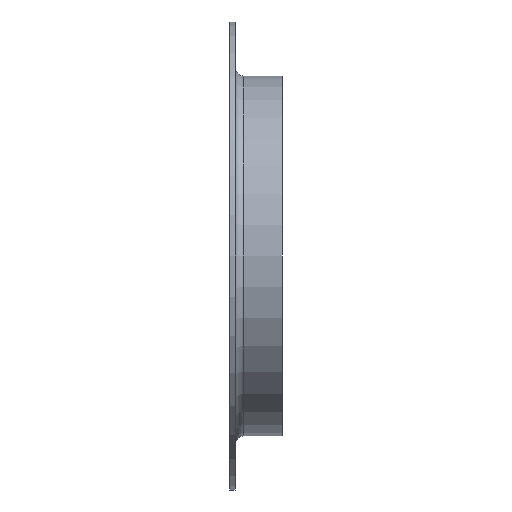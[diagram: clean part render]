
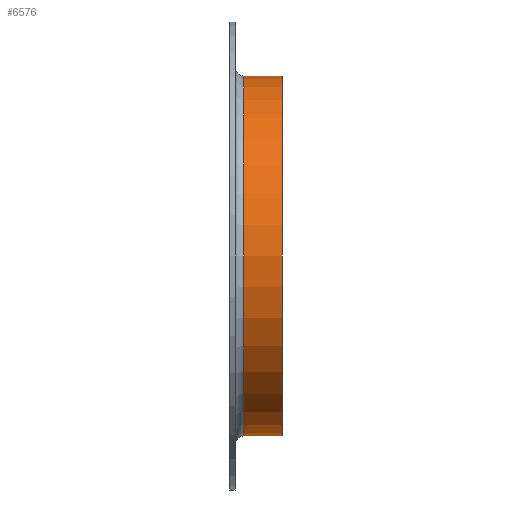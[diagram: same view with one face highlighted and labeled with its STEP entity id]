
A CAD part, front view. The second image highlights one B-rep face of the part: STEP entity #6576.
In plain terms, the highlighted cylindrical face has radius 103 mm (diameter 206 mm), a full revolution.
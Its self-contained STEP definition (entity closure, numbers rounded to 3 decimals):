
#66 = FACE_OUTER_BOUND ( 'NONE', #5763, .T. ) ;
#138 = CIRCLE ( 'NONE', #8652, 103. ) ;
#3320 = EDGE_CURVE ( 'NONE', #6667, #6667, #138, .T. ) ;
#3568 = DIRECTION ( 'NONE',  ( -1., 0., 0. ) ) ;
#4433 = VERTEX_POINT ( 'NONE', #10385 ) ;
#5111 = DIRECTION ( 'NONE',  ( 0., 0., 1. ) ) ;
#5621 = CARTESIAN_POINT ( 'NONE',  ( 30., 0., 103. ) ) ;
#5763 = EDGE_LOOP ( 'NONE', ( #11062 ) ) ;
#6053 = CYLINDRICAL_SURFACE ( 'NONE', #8284, 103. ) ;
#6264 = CARTESIAN_POINT ( 'NONE',  ( 8., 0., 0. ) ) ;
#6308 = CARTESIAN_POINT ( 'NONE',  ( 30., 0., 0. ) ) ;
#6576 = ADVANCED_FACE ( 'NONE', ( #14762, #66 ), #6053, .T. ) ;
#6667 = VERTEX_POINT ( 'NONE', #5621 ) ;
#7559 = DIRECTION ( 'NONE',  ( -1., 0., 0. ) ) ;
#8250 = AXIS2_PLACEMENT_3D ( 'NONE', #6264, #7559, #11199 ) ;
#8284 = AXIS2_PLACEMENT_3D ( 'NONE', #12336, #3568, #15739 ) ;
#8290 = EDGE_CURVE ( 'NONE', #4433, #4433, #15196, .T. ) ;
#8652 = AXIS2_PLACEMENT_3D ( 'NONE', #6308, #13895, #5111 ) ;
#10385 = CARTESIAN_POINT ( 'NONE',  ( 8., 0., 103. ) ) ;
#11062 = ORIENTED_EDGE ( 'NONE', *, *, #3320, .T. ) ;
#11199 = DIRECTION ( 'NONE',  ( 0., 0., 1. ) ) ;
#11540 = EDGE_LOOP ( 'NONE', ( #14260 ) ) ;
#12336 = CARTESIAN_POINT ( 'NONE',  ( 0., 0., 0. ) ) ;
#13895 = DIRECTION ( 'NONE',  ( -1., 0., 0. ) ) ;
#14260 = ORIENTED_EDGE ( 'NONE', *, *, #8290, .F. ) ;
#14762 = FACE_OUTER_BOUND ( 'NONE', #11540, .T. ) ;
#15196 = CIRCLE ( 'NONE', #8250, 103. ) ;
#15739 = DIRECTION ( 'NONE',  ( 0., 0., 1. ) ) ;
